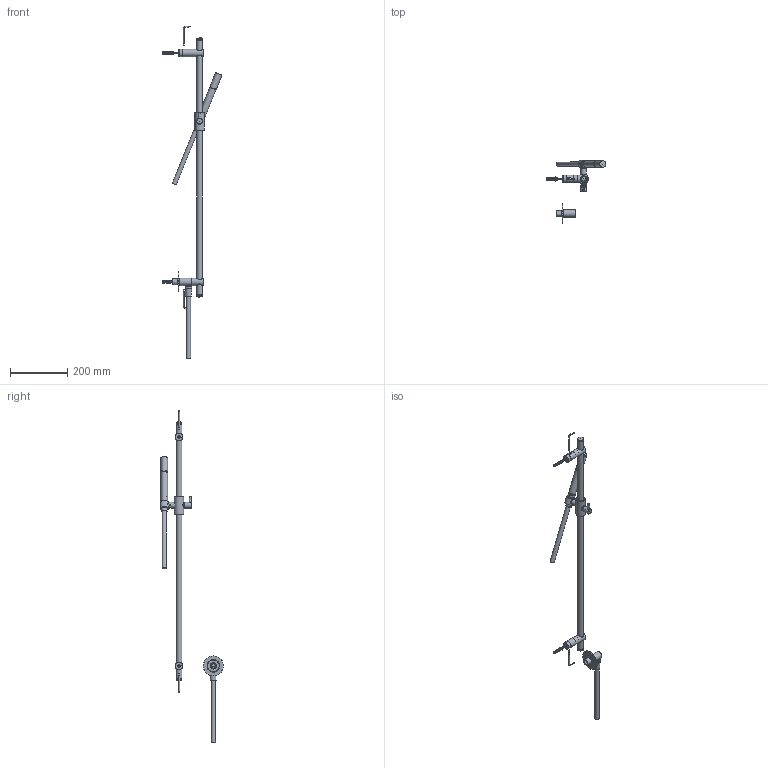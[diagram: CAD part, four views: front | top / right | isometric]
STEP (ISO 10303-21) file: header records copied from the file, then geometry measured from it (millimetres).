
FILE_DESCRIPTION(/* description */ ('Unknown'),/* implementation_level */ '2;1');
FILE_NAME(/* name */ 'M307-00 r1',/* time_stamp */ '2018-01-12T14:44:41+01:00',/* author */ ('Unknown'),/* organization */ ('Unknown'),/* preprocessor_version */ 'ST-DEVELOPER v16.7',/* originating_system */ 'DEX',/* authorisation */ $);
FILE_SCHEMA (('AUTOMOTIVE_DESIGN {1 0 10303 214 3 1 1}'));
Length unit declared in the file: millimetre
Products named in the file (42): M307-00 r1; M307-01; M307-02; M307-001; M307-11; M307-21; M307-22; M307-17; M307-19; M307-18; M307-20; M307-27; M307-25; M307-24; M307-23; M307-26; M352-00; M352-03; M352-02; M352-001; anello or(11 x 2); non ritorno body(post dim 15 rossa); non ritorno valv(dim 15 rossa); non ritorno body(anter dim 15 rossa); M352-01; MNP0003TO pom; TUB0130ST_SOLID_1; M015-001; M517-00 r1; M517-01; M517-03; A030-35; M437-05; M307-03; M307-04; M307-05; M307-06; M307-002; M307-07; M307-08 ...
Assembly tree (51 placements, depth 4):
  M307-00 r1
    M307-01  x2
    M307-02  x2
    M307-001
      M307-11
      M307-21
      M307-22
      M307-17
      M307-19
      M307-18
      M307-20
      M307-27
      M307-25
      M307-24
      M307-23
      M307-26
    M352-00
      M352-03
      M352-02
      M352-001
        anello or(11 x 2)
        non ritorno body(post dim 15 rossa)
        non ritorno valv(dim 15 rossa)
        non ritorno body(anter dim 15 rossa)
      M352-01
        MNP0003TO pom
        TUB0130ST_SOLID_1
    M015-001  x2
    M517-00 r1
      M517-01
      M517-03
      A030-35
      M437-05
    M307-03  x2
    M307-04
    M307-05  x2
    M307-06  x2
    M307-002
      M307-07  x2
      M307-08  x2
      M307-09  x2
      M307-10  x2
Bounding box: 209.17 x 219.4 x 1160.34 mm (x, y, z)
Volume: 322173.7 mm3; surface area: 279741.6 mm2
Topology: 47 solids, 47 shells, 901 faces, 2172 edges, 1409 vertices
Faces by surface type: plane 452, cylinder 241, cone 99, torus 66, bspline 26, sphere 17
Full cylindrical faces by diameter (mm): 1.5 x23, 2.5 x1, 2.8 x1, 3.3 x1, 3.7 x4, 4 x5, 4.134 x1, 4.2 x1, 4.562 x2, 4.753 x2, 4.917 x4, 5 x6, 5.5 x1, 6 x2, 6.3 x1, 6.647 x2, 7 x2, 7.4 x1, 7.5 x2, 8 x5, 8.2 x2, 8.3 x1, 8.5 x1, 8.917 x4, 9 x1, 9.1 x1, 9.3 x2, 9.5 x2, 9.8 x2, 10 x7
Entity records: 25983 total; most frequent: CARTESIAN_POINT 8527, DIRECTION 3045, ORIENTED_EDGE 2480, AXIS2_PLACEMENT_3D 1298, EDGE_CURVE 1240, FACE_BOUND 1141, EDGE_LOOP 1134, VERTEX_POINT 943
